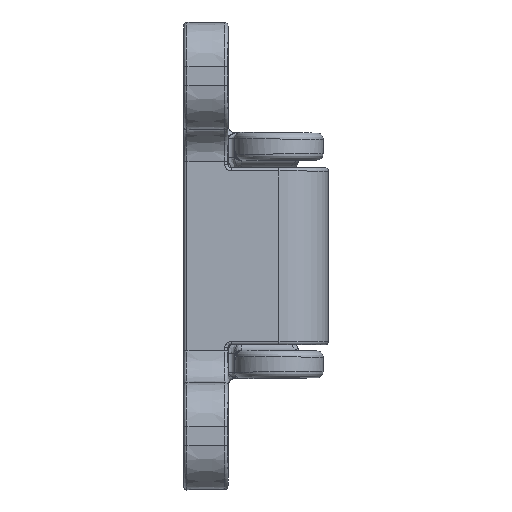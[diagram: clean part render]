
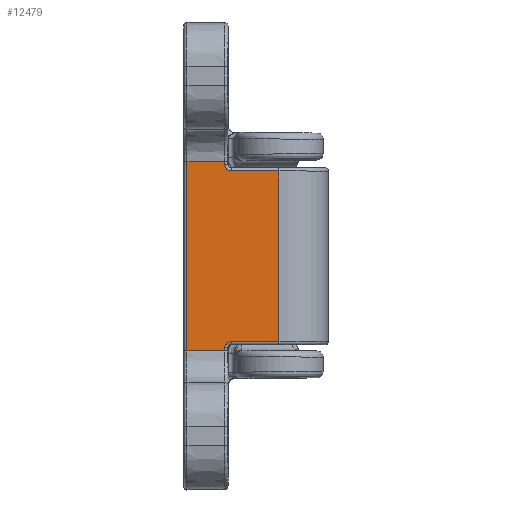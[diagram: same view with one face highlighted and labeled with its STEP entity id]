
A CAD part, top view. The second image highlights one B-rep face of the part: STEP entity #12479.
In plain terms, the highlighted face is planar.
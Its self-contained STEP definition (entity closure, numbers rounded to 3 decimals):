
#22 = CARTESIAN_POINT ( 'NONE',  ( -13.5, 0., 8. ) ) ;
#388 = CARTESIAN_POINT ( 'NONE',  ( -20., 0., 8. ) ) ;
#438 = DIRECTION ( 'NONE',  ( 0., 0.009, 1. ) ) ;
#602 = LINE ( 'NONE', #22, #5745 ) ;
#668 = VERTEX_POINT ( 'NONE', #2925 ) ;
#772 = CARTESIAN_POINT ( 'NONE',  ( -15., 6.504, 7.943 ) ) ;
#773 =( BOUNDED_CURVE ( )  B_SPLINE_CURVE ( 3, ( #10676, #9621, #10641, #4487 ),
 .UNSPECIFIED., .F., .F. ) 
 B_SPLINE_CURVE_WITH_KNOTS ( ( 4, 4 ),
 ( 4.712, 6.283 ),
 .UNSPECIFIED. ) 
 CURVE ( )  GEOMETRIC_REPRESENTATION_ITEM ( )  RATIONAL_B_SPLINE_CURVE ( ( 1., 0.805, 0.805, 1. ) ) 
 REPRESENTATION_ITEM ( '' )  );
#1226 = ORIENTED_EDGE ( 'NONE', *, *, #2720, .T. ) ;
#1468 = EDGE_CURVE ( 'NONE', #1930, #6537, #773, .T. ) ;
#1516 = ORIENTED_EDGE ( 'NONE', *, *, #2416, .T. ) ;
#1930 = VERTEX_POINT ( 'NONE', #10357 ) ;
#1954 = ORIENTED_EDGE ( 'NONE', *, *, #8879, .F. ) ;
#1956 = CARTESIAN_POINT ( 'NONE',  ( -13.5, 6.919, 7.94 ) ) ;
#1993 = EDGE_CURVE ( 'NONE', #1930, #4708, #6239, .T. ) ;
#2006 = CARTESIAN_POINT ( 'NONE',  ( -13.5, 7.504, 7.935 ) ) ;
#2111 = CARTESIAN_POINT ( 'NONE',  ( 14., 15.069, 7.868 ) ) ;
#2262 = DIRECTION ( 'NONE',  ( -1., 0., 0. ) ) ;
#2305 = EDGE_CURVE ( 'NONE', #668, #9435, #602, .T. ) ;
#2416 = EDGE_CURVE ( 'NONE', #4708, #668, #5101, .T. ) ;
#2432 = PLANE ( 'NONE',  #4226 ) ;
#2476 = EDGE_CURVE ( 'NONE', #2764, #2946, #12031, .T. ) ;
#2720 = EDGE_CURVE ( 'NONE', #9783, #5928, #12202, .T. ) ;
#2764 = VERTEX_POINT ( 'NONE', #11645 ) ;
#2925 = CARTESIAN_POINT ( 'NONE',  ( -13.5, 15.069, 7.868 ) ) ;
#2946 = VERTEX_POINT ( 'NONE', #9653 ) ;
#3121 = EDGE_CURVE ( 'NONE', #2946, #6537, #5747, .T. ) ;
#3284 =( BOUNDED_CURVE ( )  B_SPLINE_CURVE ( 3, ( #8144, #7127, #1956, #2006 ),
 .UNSPECIFIED., .F., .F. ) 
 B_SPLINE_CURVE_WITH_KNOTS ( ( 4, 4 ),
 ( 3.142, 4.712 ),
 .UNSPECIFIED. ) 
 CURVE ( )  GEOMETRIC_REPRESENTATION_ITEM ( )  RATIONAL_B_SPLINE_CURVE ( ( 1., 0.805, 0.805, 1. ) ) 
 REPRESENTATION_ITEM ( '' )  );
#3317 = CARTESIAN_POINT ( 'NONE',  ( -14.5, 6.504, 7.943 ) ) ;
#3358 = CARTESIAN_POINT ( 'NONE',  ( -20., 0.504, 7.996 ) ) ;
#3458 = ORIENTED_EDGE ( 'NONE', *, *, #2476, .T. ) ;
#3554 = EDGE_CURVE ( 'NONE', #10001, #9783, #7053, .T. ) ;
#3806 = VECTOR ( 'NONE', #4663, 1000. ) ;
#3809 = VECTOR ( 'NONE', #6370, 1000. ) ;
#4226 = AXIS2_PLACEMENT_3D ( 'NONE', #388, #438, #7596 ) ;
#4487 = CARTESIAN_POINT ( 'NONE',  ( 14.5, 6.504, 7.943 ) ) ;
#4663 = DIRECTION ( 'NONE',  ( 0., 1., -0.009 ) ) ;
#4708 = VERTEX_POINT ( 'NONE', #6599 ) ;
#5101 = LINE ( 'NONE', #2111, #7186 ) ;
#5210 = CARTESIAN_POINT ( 'NONE',  ( 14.5, 6.504, 7.943 ) ) ;
#5321 = ORIENTED_EDGE ( 'NONE', *, *, #3121, .T. ) ;
#5329 = CARTESIAN_POINT ( 'NONE',  ( -15., 0.504, 7.996 ) ) ;
#5363 = VECTOR ( 'NONE', #12652, 1000. ) ;
#5677 = LINE ( 'NONE', #3358, #5363 ) ;
#5745 = VECTOR ( 'NONE', #7179, 1000. ) ;
#5747 = LINE ( 'NONE', #11557, #13343 ) ;
#5928 = VERTEX_POINT ( 'NONE', #5329 ) ;
#6000 = DIRECTION ( 'NONE',  ( -1., 0., 0. ) ) ;
#6059 = ORIENTED_EDGE ( 'NONE', *, *, #1993, .T. ) ;
#6239 = LINE ( 'NONE', #10843, #3806 ) ;
#6293 = DIRECTION ( 'NONE',  ( 0., 1., -0.009 ) ) ;
#6354 = CARTESIAN_POINT ( 'NONE',  ( -13.5, 7.504, 7.935 ) ) ;
#6370 = DIRECTION ( 'NONE',  ( 0., -1., 0.009 ) ) ;
#6537 = VERTEX_POINT ( 'NONE', #5210 ) ;
#6599 = CARTESIAN_POINT ( 'NONE',  ( 13.5, 15.069, 7.868 ) ) ;
#6759 = ORIENTED_EDGE ( 'NONE', *, *, #2305, .T. ) ;
#7053 = LINE ( 'NONE', #9078, #12232 ) ;
#7127 = CARTESIAN_POINT ( 'NONE',  ( -13.914, 6.504, 7.943 ) ) ;
#7179 = DIRECTION ( 'NONE',  ( 0., -1., 0.009 ) ) ;
#7186 = VECTOR ( 'NONE', #8243, 1000. ) ;
#7596 = DIRECTION ( 'NONE',  ( 0., -1., 0.009 ) ) ;
#7784 = ORIENTED_EDGE ( 'NONE', *, *, #1468, .F. ) ;
#8061 = FACE_OUTER_BOUND ( 'NONE', #10543, .T. ) ;
#8144 = CARTESIAN_POINT ( 'NONE',  ( -14.5, 6.504, 7.943 ) ) ;
#8243 = DIRECTION ( 'NONE',  ( -1., 0., 0. ) ) ;
#8422 = CARTESIAN_POINT ( 'NONE',  ( -15., 0., 8. ) ) ;
#8861 = ORIENTED_EDGE ( 'NONE', *, *, #11967, .T. ) ;
#8879 = EDGE_CURVE ( 'NONE', #10001, #9435, #3284, .T. ) ;
#8982 = ORIENTED_EDGE ( 'NONE', *, *, #3554, .T. ) ;
#9078 = CARTESIAN_POINT ( 'NONE',  ( -15., 6.504, 7.943 ) ) ;
#9278 = VECTOR ( 'NONE', #6293, 1000. ) ;
#9298 = CARTESIAN_POINT ( 'NONE',  ( 15., 0., 8. ) ) ;
#9435 = VERTEX_POINT ( 'NONE', #6354 ) ;
#9621 = CARTESIAN_POINT ( 'NONE',  ( 13.5, 6.919, 7.94 ) ) ;
#9653 = CARTESIAN_POINT ( 'NONE',  ( 15., 6.504, 7.943 ) ) ;
#9783 = VERTEX_POINT ( 'NONE', #772 ) ;
#10001 = VERTEX_POINT ( 'NONE', #3317 ) ;
#10357 = CARTESIAN_POINT ( 'NONE',  ( 13.5, 7.504, 7.935 ) ) ;
#10543 = EDGE_LOOP ( 'NONE', ( #1226, #8861, #3458, #5321, #7784, #6059, #1516, #6759, #1954, #8982 ) ) ;
#10641 = CARTESIAN_POINT ( 'NONE',  ( 13.914, 6.504, 7.943 ) ) ;
#10676 = CARTESIAN_POINT ( 'NONE',  ( 13.5, 7.504, 7.935 ) ) ;
#10843 = CARTESIAN_POINT ( 'NONE',  ( 13.5, 15.069, 7.868 ) ) ;
#11557 = CARTESIAN_POINT ( 'NONE',  ( 14., 6.504, 7.943 ) ) ;
#11645 = CARTESIAN_POINT ( 'NONE',  ( 15., 0.504, 7.996 ) ) ;
#11967 = EDGE_CURVE ( 'NONE', #5928, #2764, #5677, .T. ) ;
#12031 = LINE ( 'NONE', #9298, #9278 ) ;
#12202 = LINE ( 'NONE', #8422, #3809 ) ;
#12232 = VECTOR ( 'NONE', #6000, 1000. ) ;
#12479 = ADVANCED_FACE ( 'NONE', ( #8061 ), #2432, .T. ) ;
#12652 = DIRECTION ( 'NONE',  ( 1., 0., 0. ) ) ;
#13343 = VECTOR ( 'NONE', #2262, 1000. ) ;
